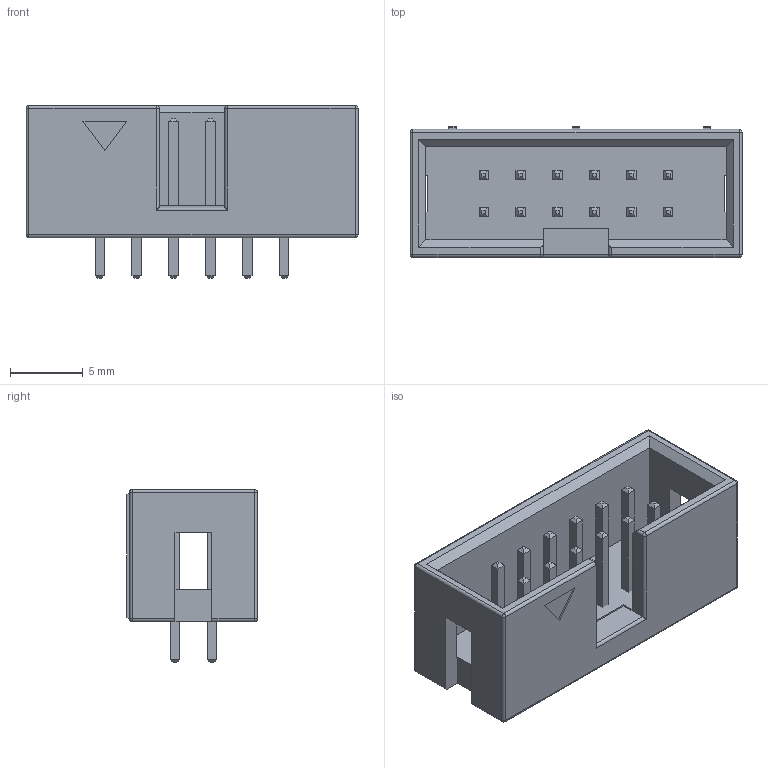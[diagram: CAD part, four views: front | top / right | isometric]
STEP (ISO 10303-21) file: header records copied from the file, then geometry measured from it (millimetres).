
FILE_DESCRIPTION(/* description */ (''),/* implementation_level */ '2;1');
FILE_NAME(/* name */ '2x6 shrouded header v2.step',/* time_stamp */ '2019-07-08T11:19:21+10:00',/* author */ (''),/* organization */ (''),/* preprocessor_version */ 'ST-DEVELOPER v18',/* originating_system */ 'Autodesk Translation Framework v8.2.0.1029',/* authorisation */ '');
FILE_SCHEMA (('AUTOMOTIVE_DESIGN { 1 0 10303 214 3 1 1 }'));
Length unit declared in the file: millimetre
Products named in the file (4): 2x6 shrouded header; Header; Body; Pins
Assembly tree (3 placements, depth 3):
  2x6 shrouded header
    Header
      Body
    Pins
Bounding box: 22.84 x 9 x 11.9 mm (x, y, z)
Volume: 891.5 mm3; surface area: 1613.8 mm2
Topology: 13 solids, 13 shells, 252 faces, 549 edges, 320 vertices
Faces by surface type: plane 222, cylinder 20, sphere 10
Entity records: 6721 total; most frequent: CARTESIAN_POINT 1129, DIRECTION 1107, ORIENTED_EDGE 1098, EDGE_CURVE 549, LINE 511, VECTOR 511, VERTEX_POINT 320, AXIS2_PLACEMENT_3D 298
